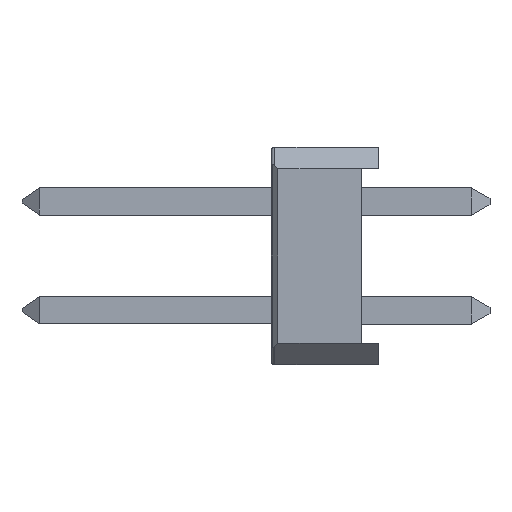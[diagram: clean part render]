
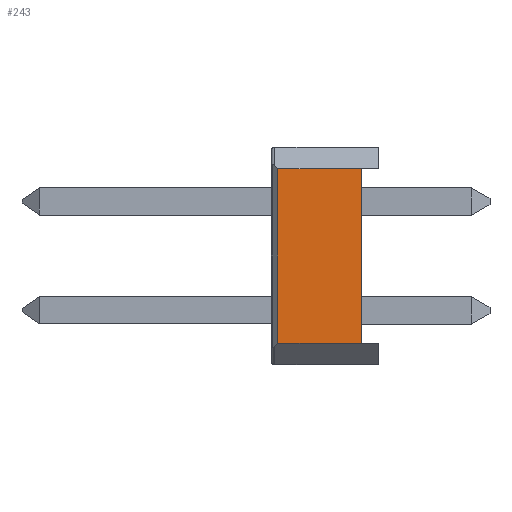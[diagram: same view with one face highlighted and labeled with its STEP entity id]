
A CAD part, left-side view. The second image highlights one B-rep face of the part: STEP entity #243.
In plain terms, the highlighted planar face has unit normal (-1, 0, 0).
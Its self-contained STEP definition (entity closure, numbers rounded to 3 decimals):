
#10 = CARTESIAN_POINT ( 'NONE',  ( -1.27, 1.95, -2.04 ) ) ;
#101 = CARTESIAN_POINT ( 'NONE',  ( -1.27, 0., -2.54 ) ) ;
#115 = DIRECTION ( 'NONE',  ( 0., 0., -1. ) ) ;
#124 = CARTESIAN_POINT ( 'NONE',  ( -1.27, 2.1, 2.04 ) ) ;
#135 = ORIENTED_EDGE ( 'NONE', *, *, #685, .T. ) ;
#158 = LINE ( 'NONE', #101, #1930 ) ;
#210 = CARTESIAN_POINT ( 'NONE',  ( -1.27, 0., -2.04 ) ) ;
#215 = DIRECTION ( 'NONE',  ( 0., 0., -1. ) ) ;
#224 = VERTEX_POINT ( 'NONE', #1410 ) ;
#243 = ADVANCED_FACE ( 'NONE', ( #2101 ), #1089, .F. ) ;
#282 = DIRECTION ( 'NONE',  ( 0., -1., 0. ) ) ;
#400 = LINE ( 'NONE', #1816, #2194 ) ;
#416 = VECTOR ( 'NONE', #988, 1000. ) ;
#472 = EDGE_CURVE ( 'NONE', #2192, #224, #478, .T. ) ;
#478 = LINE ( 'NONE', #124, #416 ) ;
#685 = EDGE_CURVE ( 'NONE', #919, #952, #400, .T. ) ;
#860 = EDGE_CURVE ( 'NONE', #952, #2192, #158, .T. ) ;
#919 = VERTEX_POINT ( 'NONE', #10 ) ;
#952 = VERTEX_POINT ( 'NONE', #210 ) ;
#988 = DIRECTION ( 'NONE',  ( 0., 1., 0. ) ) ;
#1089 = PLANE ( 'NONE',  #1428 ) ;
#1131 = VECTOR ( 'NONE', #115, 1000. ) ;
#1251 = DIRECTION ( 'NONE',  ( 1., 0., 0. ) ) ;
#1290 = EDGE_CURVE ( 'NONE', #224, #919, #1579, .T. ) ;
#1410 = CARTESIAN_POINT ( 'NONE',  ( -1.27, 1.95, 2.04 ) ) ;
#1428 = AXIS2_PLACEMENT_3D ( 'NONE', #1755, #1251, #215 ) ;
#1519 = ORIENTED_EDGE ( 'NONE', *, *, #860, .T. ) ;
#1579 = LINE ( 'NONE', #2191, #1131 ) ;
#1658 = DIRECTION ( 'NONE',  ( 0., 0., 1. ) ) ;
#1694 = ORIENTED_EDGE ( 'NONE', *, *, #1290, .T. ) ;
#1755 = CARTESIAN_POINT ( 'NONE',  ( -1.27, 2.1, -2.54 ) ) ;
#1816 = CARTESIAN_POINT ( 'NONE',  ( -1.27, 2.1, -2.04 ) ) ;
#1845 = ORIENTED_EDGE ( 'NONE', *, *, #472, .T. ) ;
#1846 = CARTESIAN_POINT ( 'NONE',  ( -1.27, 0., 2.04 ) ) ;
#1930 = VECTOR ( 'NONE', #1658, 1000. ) ;
#2101 = FACE_OUTER_BOUND ( 'NONE', #2168, .T. ) ;
#2168 = EDGE_LOOP ( 'NONE', ( #1845, #1694, #135, #1519 ) ) ;
#2191 = CARTESIAN_POINT ( 'NONE',  ( -1.27, 1.95, -2.04 ) ) ;
#2192 = VERTEX_POINT ( 'NONE', #1846 ) ;
#2194 = VECTOR ( 'NONE', #282, 1000. ) ;
